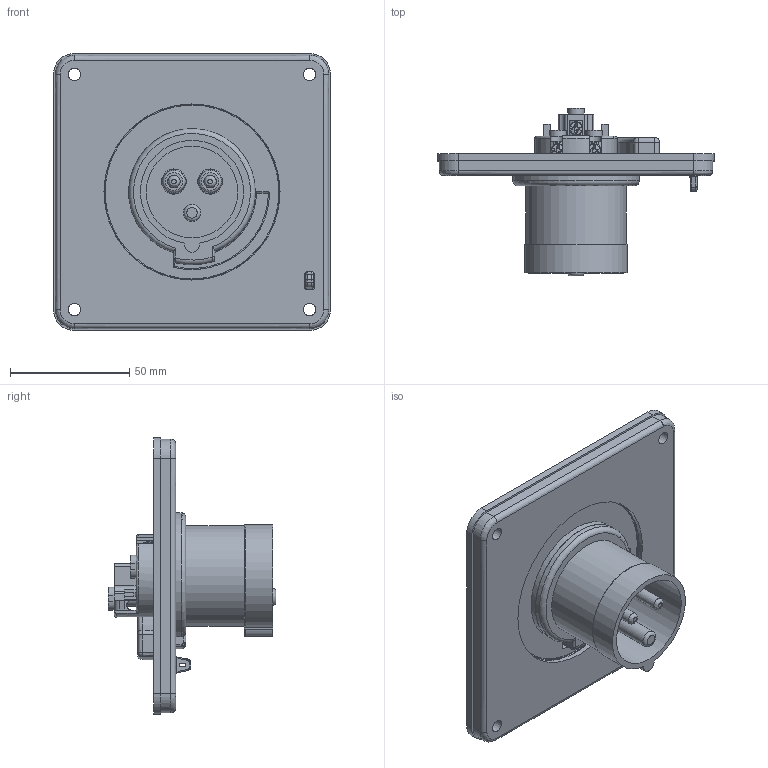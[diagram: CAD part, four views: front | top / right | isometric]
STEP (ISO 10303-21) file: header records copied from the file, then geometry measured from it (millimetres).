
FILE_DESCRIPTION(/* description */ (''),/* implementation_level */ '2;1');
FILE_NAME(/* name */ '4003577.stp',/* time_stamp */ '2019-03-01T11:15:58+01:00',/* author */ (''),/* organization */ (''),/* preprocessor_version */ 'ST-DEVELOPER v16.7',/* originating_system */ 'SIEMENS PLM Software NX 12.0',/* authorisation */ '');
FILE_SCHEMA (('AUTOMOTIVE_DESIGN { 1 0 10303 214 3 1 1 1 }'));
Length unit declared in the file: millimetre
Products named in the file (1): bsom23CC53FBp0tn
Bounding box: 116 x 70.2 x 116 mm (x, y, z)
Volume: 94205.2 mm3; surface area: 83048.7 mm2
Topology: 12 solids, 12 shells, 1379 faces, 3478 edges, 2163 vertices
Faces by surface type: plane 576, bspline 323, cylinder 317, torus 79, sphere 45, cone 39
Full cylindrical faces by diameter (mm): 1.8 x2, 1.875 x2, 2.5 x2, 2.7 x2, 2.8 x3, 3.5 x5, 3.6 x2, 3.7 x1, 4 x1, 4.3 x2, 4.4 x2, 5 x2, 5.1 x4, 5.3 x2, 5.8 x3, 7 x3, 7.3 x3, 8 x1, 8.3 x1, 10 x2, 11 x1, 35 x1, 38.3 x1, 42.1 x1, 42.2 x1, 47.6 x1, 53 x1, 73.7 x1
Entity records: 60745 total; most frequent: CARTESIAN_POINT 31044, ORIENTED_EDGE 6516, DIRECTION 5402, EDGE_CURVE 3258, VERTEX_POINT 2099, AXIS2_PLACEMENT_3D 2021, EDGE_LOOP 1624, ADVANCED_FACE 1379
